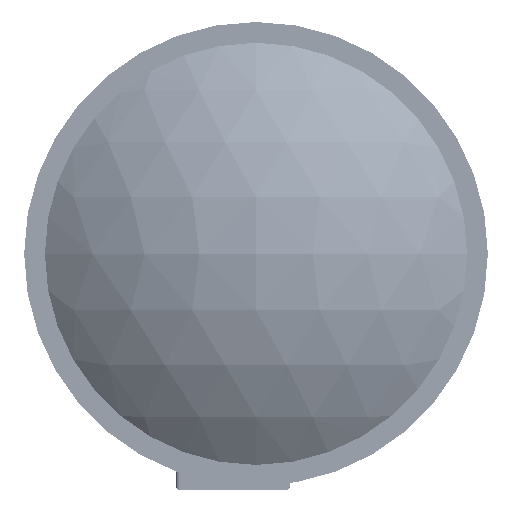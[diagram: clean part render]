
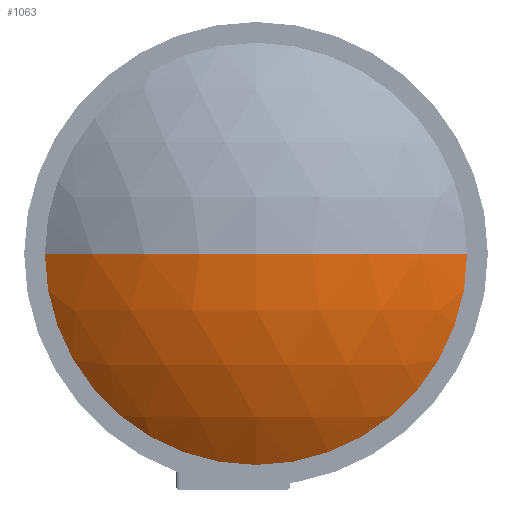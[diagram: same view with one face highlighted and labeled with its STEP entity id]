
A CAD part, left-side view. The second image highlights one B-rep face of the part: STEP entity #1063.
In plain terms, the highlighted spherical face has radius 60.937 mm.
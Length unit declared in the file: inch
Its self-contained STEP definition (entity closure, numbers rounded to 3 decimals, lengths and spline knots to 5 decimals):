
#1063 = ADVANCED_FACE ( 'NONE', ( #66989 ), #62676, .T. ) ;
#16906 = DIRECTION ( 'NONE',  ( -1., 0., 0. ) ) ;
#17982 = CIRCLE ( 'NONE', #106824, 1.475 ) ;
#22017 = DIRECTION ( 'NONE',  ( 1., 0., 0. ) ) ;
#22471 = AXIS2_PLACEMENT_3D ( 'NONE', #40321, #22017, #87040 ) ;
#22653 = DIRECTION ( 'NONE',  ( 0., 0., 1. ) ) ;
#25440 = ORIENTED_EDGE ( 'NONE', *, *, #112578, .F. ) ;
#28552 = VERTEX_POINT ( 'NONE', #40832 ) ;
#30891 = ORIENTED_EDGE ( 'NONE', *, *, #44536, .F. ) ;
#31562 = DIRECTION ( 'NONE',  ( 1., 0., 0. ) ) ;
#32919 = VERTEX_POINT ( 'NONE', #115954 ) ;
#35394 = DIRECTION ( 'NONE',  ( 1., 0., 0. ) ) ;
#36258 = AXIS2_PLACEMENT_3D ( 'NONE', #100289, #101497, #16906 ) ;
#40321 = CARTESIAN_POINT ( 'NONE',  ( -2.874, 0., 0. ) ) ;
#40832 = CARTESIAN_POINT ( 'NONE',  ( -2.874, -1.475, 0. ) ) ;
#44319 = EDGE_LOOP ( 'NONE', ( #25440, #113039, #30891, #50181 ) ) ;
#44536 = EDGE_CURVE ( 'NONE', #59294, #78778, #17982, .T. ) ;
#47287 = CARTESIAN_POINT ( 'NONE',  ( -0.98191, 0., 0. ) ) ;
#50181 = ORIENTED_EDGE ( 'NONE', *, *, #90879, .F. ) ;
#59294 = VERTEX_POINT ( 'NONE', #60586 ) ;
#60586 = CARTESIAN_POINT ( 'NONE',  ( -2.874, 0., -1.475 ) ) ;
#62676 = SPHERICAL_SURFACE ( 'NONE', #87345, 2.39909 ) ;
#66989 = FACE_OUTER_BOUND ( 'NONE', #44319, .T. ) ;
#67834 = CIRCLE ( 'NONE', #22471, 1.475 ) ;
#68592 = CARTESIAN_POINT ( 'NONE',  ( -0.98191, 0., 0. ) ) ;
#72324 = EDGE_CURVE ( 'NONE', #32919, #78778, #80184, .T. ) ;
#72440 = CARTESIAN_POINT ( 'NONE',  ( -2.874, 0., 0. ) ) ;
#74524 = DIRECTION ( 'NONE',  ( 0., 1., 0. ) ) ;
#78778 = VERTEX_POINT ( 'NONE', #100788 ) ;
#80184 = CIRCLE ( 'NONE', #36258, 2.39909 ) ;
#87040 = DIRECTION ( 'NONE',  ( 0., 0., -1. ) ) ;
#87345 = AXIS2_PLACEMENT_3D ( 'NONE', #47287, #103749, #74524 ) ;
#90879 = EDGE_CURVE ( 'NONE', #28552, #59294, #67834, .T. ) ;
#100289 = CARTESIAN_POINT ( 'NONE',  ( -0.98191, 0., 0. ) ) ;
#100753 = AXIS2_PLACEMENT_3D ( 'NONE', #68592, #22653, #31562 ) ;
#100788 = CARTESIAN_POINT ( 'NONE',  ( -2.874, 1.475, 0. ) ) ;
#101497 = DIRECTION ( 'NONE',  ( 0., 0., -1. ) ) ;
#103749 = DIRECTION ( 'NONE',  ( 0., 0., 1. ) ) ;
#106824 = AXIS2_PLACEMENT_3D ( 'NONE', #72440, #35394, #119138 ) ;
#112578 = EDGE_CURVE ( 'NONE', #32919, #28552, #117098, .T. ) ;
#113039 = ORIENTED_EDGE ( 'NONE', *, *, #72324, .T. ) ;
#115954 = CARTESIAN_POINT ( 'NONE',  ( -3.381, 0., 0. ) ) ;
#117098 = CIRCLE ( 'NONE', #100753, 2.39909 ) ;
#119138 = DIRECTION ( 'NONE',  ( 0., 0., -1. ) ) ;
